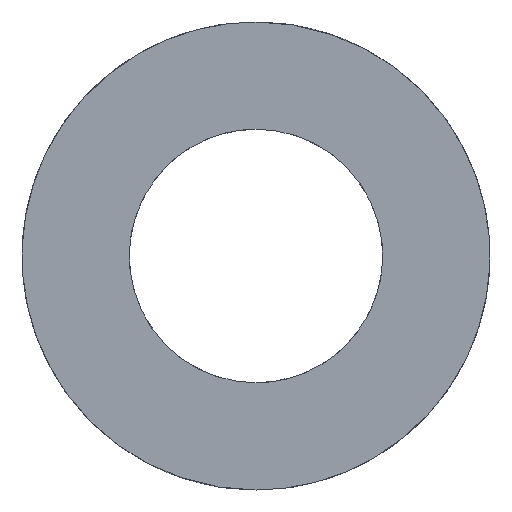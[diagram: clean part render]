
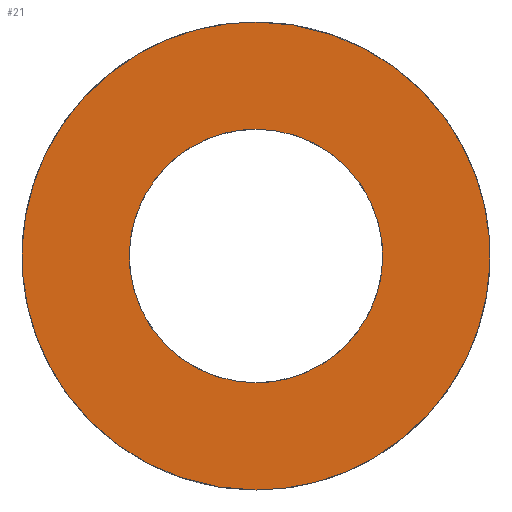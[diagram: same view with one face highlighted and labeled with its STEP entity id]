
A CAD part, left-side view. The second image highlights one B-rep face of the part: STEP entity #21.
In plain terms, the highlighted planar face has unit normal (-1, 0, 0).
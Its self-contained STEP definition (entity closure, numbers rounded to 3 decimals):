
#15=FACE_BOUND('',#35,.T.);
#21=ADVANCED_FACE('',(#27,#15),#93,.T.);
#27=FACE_OUTER_BOUND('',#34,.T.);
#34=EDGE_LOOP('',(#56,#57));
#35=EDGE_LOOP('',(#58,#59));
#56=ORIENTED_EDGE('',*,*,#62,.F.);
#57=ORIENTED_EDGE('',*,*,#71,.F.);
#58=ORIENTED_EDGE('',*,*,#66,.T.);
#59=ORIENTED_EDGE('',*,*,#69,.T.);
#62=EDGE_CURVE('',#86,#87,#77,.T.);
#66=EDGE_CURVE('',#91,#90,#79,.T.);
#69=EDGE_CURVE('',#90,#91,#81,.T.);
#71=EDGE_CURVE('',#87,#86,#83,.T.);
#77=(
BOUNDED_CURVE()
B_SPLINE_CURVE(2,(#285,#286,#287,#288,#289),.UNSPECIFIED.,.F.,.F.)
B_SPLINE_CURVE_WITH_KNOTS((3,2,3),(-37.699,-18.85,
0.),.UNSPECIFIED.)
CURVE()
GEOMETRIC_REPRESENTATION_ITEM()
RATIONAL_B_SPLINE_CURVE((1.,0.707,1.,0.707,1.))
REPRESENTATION_ITEM('')
);
#79=(
BOUNDED_CURVE()
B_SPLINE_CURVE(2,(#299,#300,#301,#302,#303),.UNSPECIFIED.,.F.,.F.)
B_SPLINE_CURVE_WITH_KNOTS((3,2,3),(-20.42,-10.21,
0.),.UNSPECIFIED.)
CURVE()
GEOMETRIC_REPRESENTATION_ITEM()
RATIONAL_B_SPLINE_CURVE((1.,0.707,1.,0.707,1.))
REPRESENTATION_ITEM('')
);
#81=(
BOUNDED_CURVE()
B_SPLINE_CURVE(2,(#311,#312,#313,#314,#315),.UNSPECIFIED.,.F.,.F.)
B_SPLINE_CURVE_WITH_KNOTS((3,2,3),(-20.42,-10.21,
0.),.UNSPECIFIED.)
CURVE()
GEOMETRIC_REPRESENTATION_ITEM()
RATIONAL_B_SPLINE_CURVE((1.,0.707,1.,0.707,1.))
REPRESENTATION_ITEM('')
);
#83=(
BOUNDED_CURVE()
B_SPLINE_CURVE(2,(#321,#322,#323,#324,#325),.UNSPECIFIED.,.F.,.F.)
B_SPLINE_CURVE_WITH_KNOTS((3,2,3),(-37.699,-18.85,
0.),.UNSPECIFIED.)
CURVE()
GEOMETRIC_REPRESENTATION_ITEM()
RATIONAL_B_SPLINE_CURVE((1.,0.707,1.,0.707,1.))
REPRESENTATION_ITEM('')
);
#86=VERTEX_POINT('',#272);
#87=VERTEX_POINT('',#273);
#90=VERTEX_POINT('',#276);
#91=VERTEX_POINT('',#277);
#93=PLANE('',#187);
#187=AXIS2_PLACEMENT_3D('',#269,#192,$);
#192=DIRECTION('',(-1.,0.,0.));
#269=CARTESIAN_POINT('',(-2.5,-14.401,14.401));
#272=CARTESIAN_POINT('',(-2.5,0.,-12.));
#273=CARTESIAN_POINT('',(-2.5,0.,12.));
#276=CARTESIAN_POINT('',(-2.5,0.,-6.5));
#277=CARTESIAN_POINT('',(-2.5,0.,6.5));
#285=CARTESIAN_POINT('',(-2.5,0.,-12.));
#286=CARTESIAN_POINT('',(-2.5,12.,-12.));
#287=CARTESIAN_POINT('',(-2.5,12.,0.));
#288=CARTESIAN_POINT('',(-2.5,12.,12.));
#289=CARTESIAN_POINT('',(-2.5,0.,12.));
#299=CARTESIAN_POINT('',(-2.5,0.,6.5));
#300=CARTESIAN_POINT('',(-2.5,-6.5,6.5));
#301=CARTESIAN_POINT('',(-2.5,-6.5,0.));
#302=CARTESIAN_POINT('',(-2.5,-6.5,-6.5));
#303=CARTESIAN_POINT('',(-2.5,0.,-6.5));
#311=CARTESIAN_POINT('',(-2.5,0.,-6.5));
#312=CARTESIAN_POINT('',(-2.5,6.5,-6.5));
#313=CARTESIAN_POINT('',(-2.5,6.5,0.));
#314=CARTESIAN_POINT('',(-2.5,6.5,6.5));
#315=CARTESIAN_POINT('',(-2.5,0.,6.5));
#321=CARTESIAN_POINT('',(-2.5,0.,12.));
#322=CARTESIAN_POINT('',(-2.5,-12.,12.));
#323=CARTESIAN_POINT('',(-2.5,-12.,0.));
#324=CARTESIAN_POINT('',(-2.5,-12.,-12.));
#325=CARTESIAN_POINT('',(-2.5,0.,-12.));
